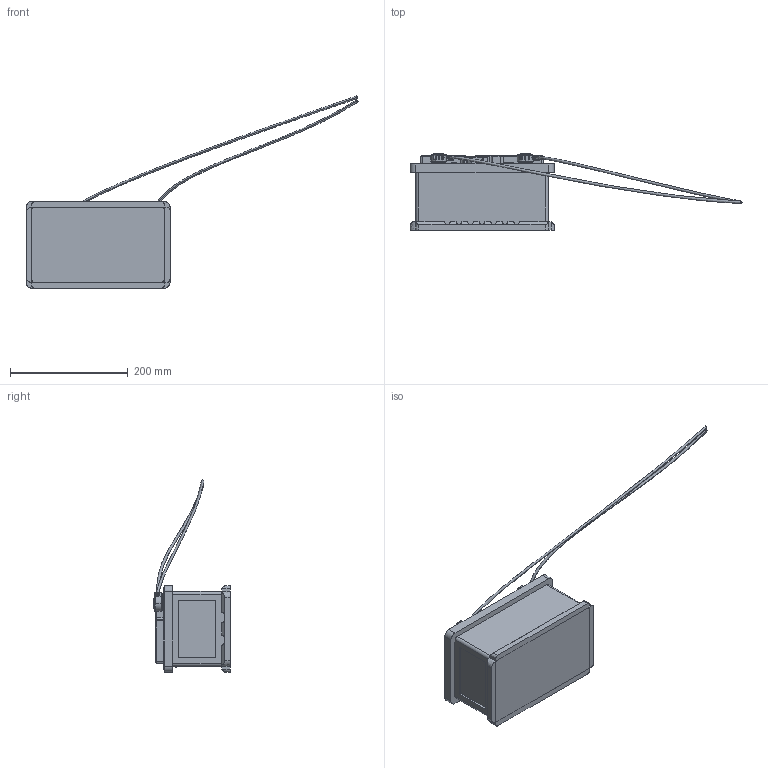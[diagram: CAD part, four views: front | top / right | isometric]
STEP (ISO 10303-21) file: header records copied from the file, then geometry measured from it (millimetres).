
FILE_DESCRIPTION(('FreeCAD Model'),'2;1');
FILE_NAME('Open CASCADE Shape Model','2025-04-17T09:50:48',('FreeCAD'),( 'FreeCAD'),'Open CASCADE STEP processor 7.6','FreeCAD','Unknown');
FILE_SCHEMA(('AUTOMOTIVE_DESIGN { 1 0 10303 214 1 1 1 1 }'));
Length unit declared in the file: millimetre
Products named in the file (1): Open CASCADE STEP translator 7.6 1
Bounding box: 564.66 x 130.34 x 326.81 mm (x, y, z)
Volume: 3600991.5 mm3; surface area: 234103.1 mm2
Topology: 15 solids, 15 shells, 782 faces, 1831 edges, 1086 vertices
Faces by surface type: bspline 782
Entity records: 24971 total; most frequent: CARTESIAN_POINT 14588, ORIENTED_EDGE 3632, EDGE_CURVE 1816, VERTEX_POINT 1086, B_SPLINE_CURVE_WITH_KNOTS 1085, FACE_BOUND 822, EDGE_LOOP 822, ADVANCED_FACE 782
